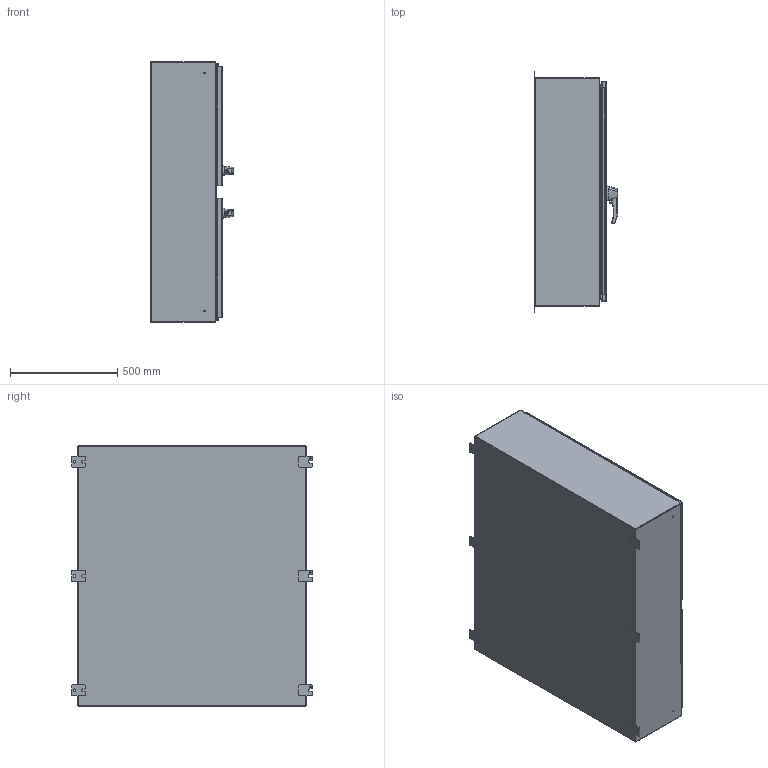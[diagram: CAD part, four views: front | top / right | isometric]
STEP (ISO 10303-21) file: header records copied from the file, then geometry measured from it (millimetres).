
FILE_DESCRIPTION (( 'STEP AP214' ), '1' );
FILE_NAME ('HN4WM424812SS.STEP', '2019-08-27T17:15:50', ( '' ), ( '' ), 'SwSTEP 2.0', 'SolidWorks 2018', '' );
FILE_SCHEMA (( 'AUTOMOTIVE_DESIGN' ));
Length unit declared in the file: inch
Products named in the file (1): HN4WM424812SS
Bounding box: 391.8 x 1123.95 x 1219.2 mm (x, y, z)
Volume: 14967506.5 mm3; surface area: 12290413 mm2
Topology: 112 solids, 114 shells, 3092 faces, 7971 edges, 5159 vertices
Faces by surface type: plane 1460, cylinder 1343, cone 145, bspline 144
Entity records: 147869 total; most frequent: CARTESIAN_POINT 30503, ORIENTED_EDGE 15914, DIRECTION 15796, EDGE_CURVE 7957, AXIS2_PLACEMENT_3D 5712, VERTEX_POINT 5159, VECTOR 4372, LINE 4372
